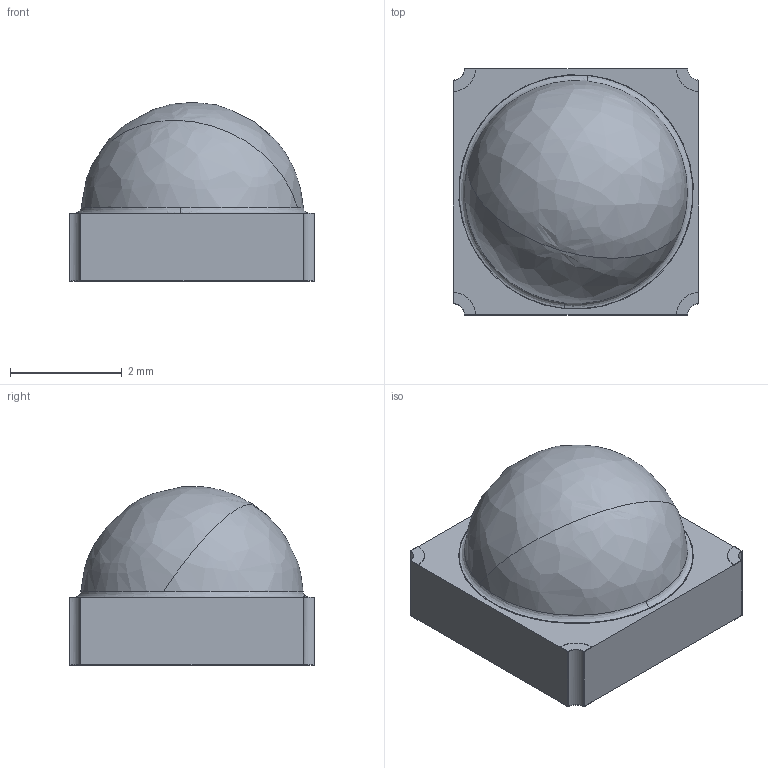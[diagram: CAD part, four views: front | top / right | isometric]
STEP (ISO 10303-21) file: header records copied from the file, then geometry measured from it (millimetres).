
FILE_DESCRIPTION(('FreeCAD Model'),'2;1');
FILE_NAME('User_Library_LZ1_00X205_cp.step', '2019-08-24T10:25:35',('kicad StepUp'),('ksu MCAD'), 'Open CASCADE STEP processor 7.2','FreeCAD','Unknown');
FILE_SCHEMA(('AUTOMOTIVE_DESIGN { 1 0 10303 214 1 1 1 1 }'));
Length unit declared in the file: millimetre
Products named in the file (1): User_Library_LZ1_00X205_cp
Bounding box: 4.4 x 4.4 x 3.2 mm (x, y, z)
Volume: 21.3 mm3; surface area: 167.2 mm2
Topology: 8 solids, 8 shells, 112 faces, 702 edges, 1030 vertices
Faces by surface type: plane 72, cylinder 34, bspline 6
Entity records: 7709 total; most frequent: CARTESIAN_POINT 2021, DIRECTION 1078, ORIENTED_EDGE 548, LINE 512, VECTOR 512, GEOMETRIC_CURVE_SET 424, TRIMMED_CURVE 424, AXIS2_PLACEMENT_3D 283
